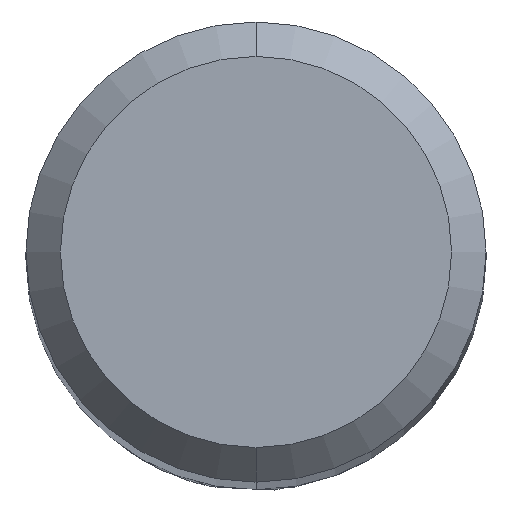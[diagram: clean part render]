
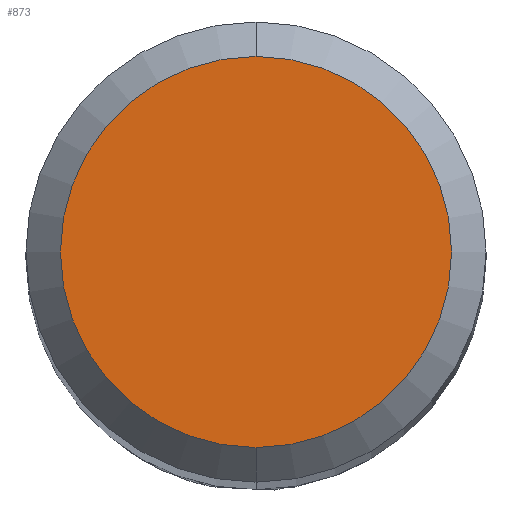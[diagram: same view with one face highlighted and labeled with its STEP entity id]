
A CAD part, top view. The second image highlights one B-rep face of the part: STEP entity #873.
In plain terms, the highlighted planar face has unit normal (0, 0, 1).
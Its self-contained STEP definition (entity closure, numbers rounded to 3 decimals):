
#403=VERTEX_POINT('',#1046);
#449=EDGE_CURVE('',#915,#403,#1094,.T.);
#873=ADVANCED_FACE('',(#1559),#1560,.T.);
#915=VERTEX_POINT('',#1605);
#937=EDGE_CURVE('',#403,#915,#1629,.T.);
#1046=CARTESIAN_POINT('',(0.,-1.7,0.0));
#1094=CIRCLE('',#3282,1.7);
#1559=FACE_OUTER_BOUND('',#7842,.T.);
#1560=PLANE('',#7843);
#1605=CARTESIAN_POINT('',(0.0,1.7,0.0));
#1629=CIRCLE('',#8138,1.7);
#3282=AXIS2_PLACEMENT_3D('',#8341,#8342,#8343);
#7842=EDGE_LOOP('',(#8815,#8816));
#7843=AXIS2_PLACEMENT_3D('',#8817,#8818,#8819);
#8138=AXIS2_PLACEMENT_3D('',#8879,#8880,#8881);
#8341=CARTESIAN_POINT('',(0.0,0.0,0.0));
#8342=DIRECTION('',(0.0,0.0,-1.0));
#8343=DIRECTION('',(0.0,1.0,0.0));
#8815=ORIENTED_EDGE('',*,*,#449,.F.);
#8816=ORIENTED_EDGE('',*,*,#937,.F.);
#8817=CARTESIAN_POINT('',(0.0,0.85,0.0));
#8818=DIRECTION('',(-0.0,0.0,1.0));
#8819=DIRECTION('',(0.0,-1.0,0.0));
#8879=CARTESIAN_POINT('',(0.0,0.0,0.0));
#8880=DIRECTION('',(0.0,0.0,-1.0));
#8881=DIRECTION('',(0.0,1.0,0.0));
